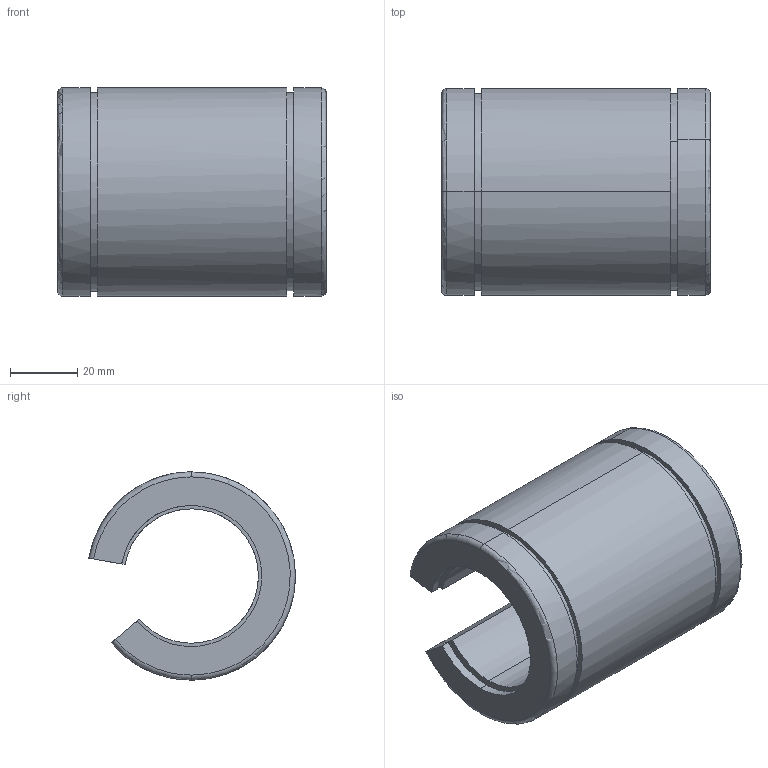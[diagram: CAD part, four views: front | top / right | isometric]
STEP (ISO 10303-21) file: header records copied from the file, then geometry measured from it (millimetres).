
FILE_DESCRIPTION(('CATIA V5 STEP Exchange'),'2;1');
FILE_NAME('sbe40-op.stp','2006-09-07T00:58:05+00:00',('none'),('none'),'CATIA Version 5 Release 14 (IN-10)','CATIA V5 STEP AP214','none');
FILE_SCHEMA(('AUTOMOTIVE_DESIGN { 1 0 10303 214 1 1 1 1 }'));
Length unit declared in the file: millimetre
Products named in the file (1): sbe40-op
Bounding box: 80 x 61.54 x 62 mm (x, y, z)
Volume: 118799.5 mm3; surface area: 29112.7 mm2
Topology: 1 solids, 1 shells, 48 faces, 146 edges, 100 vertices
Faces by surface type: cylinder 30, plane 12, torus 6
Entity records: 2182 total; most frequent: CARTESIAN_POINT 1013, ORIENTED_EDGE 292, DIRECTION 156, EDGE_CURVE 146, VERTEX_POINT 100, B_SPLINE_CURVE_WITH_KNOTS 62, AXIS2_PLACEMENT_3D 61, VECTOR 60
